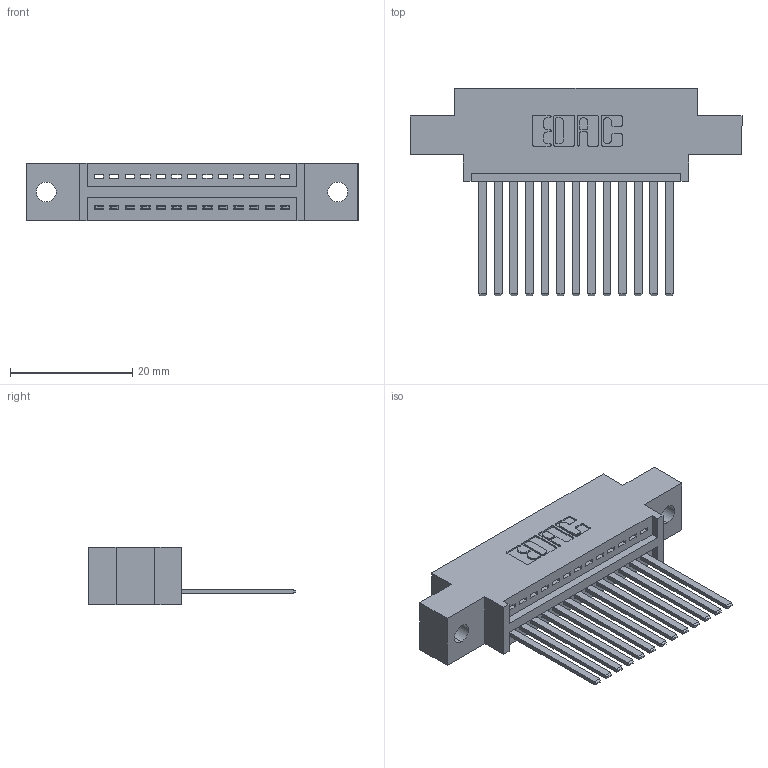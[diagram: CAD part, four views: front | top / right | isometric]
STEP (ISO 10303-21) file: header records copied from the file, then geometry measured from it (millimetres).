
FILE_DESCRIPTION (( 'STEP AP203' ), '1' );
FILE_NAME ('395-013-544-602.STEP', '2018-11-05T21:39:11', ( '' ), ( '' ), 'SwSTEP 2.0', 'SolidWorks 2016', '' );
FILE_SCHEMA (( 'CONFIG_CONTROL_DESIGN' ));
Length unit declared in the file: inch
Products named in the file (3): 345 Part_0.170 Offset - 0.128 Dia; 395-013-544-602; 345-292-001_345-293-144
Assembly tree (14 placements, depth 2):
  395-013-544-602
    345 Part_0.170 Offset - 0.128 Dia
    345-292-001_345-293-144  x13
Bounding box: 54.23 x 33.96 x 9.4 mm (x, y, z)
Volume: 4913.7 mm3; surface area: 6442.7 mm2
Topology: 14 solids, 14 shells, 806 faces, 2407 edges, 1586 vertices
Faces by surface type: plane 552, cylinder 254
Entity records: 13639 total; most frequent: CARTESIAN_POINT 2371, ORIENTED_EDGE 2318, DIRECTION 2109, EDGE_CURVE 1159, LINE 979, VECTOR 979, VERTEX_POINT 770, AXIS2_PLACEMENT_3D 565
